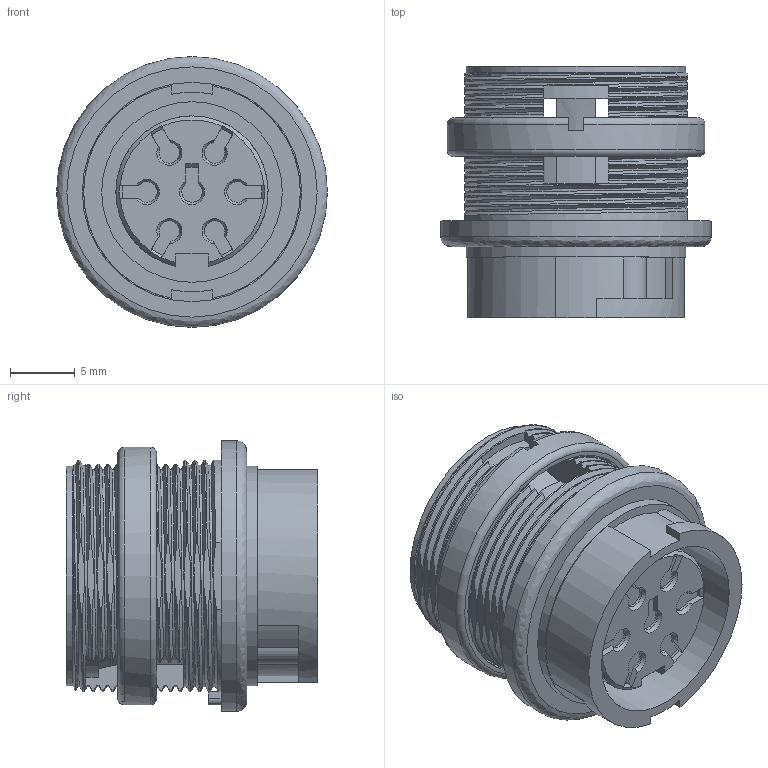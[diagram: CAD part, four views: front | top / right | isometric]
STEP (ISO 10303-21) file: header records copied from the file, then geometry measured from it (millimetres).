
FILE_DESCRIPTION(/* description */ (''),/* implementation_level */ '2;1');
FILE_NAME(/* name */ 't 3437 050 unxc001-01.stp',/* time_stamp */ '2019-07-08T17:17:24+02:00',/* author */ (''),/* organization */ (''),/* preprocessor_version */ 'ST-DEVELOPER v16.7',/* originating_system */ 'SIEMENS PLM Software NX 12.0',/* authorisation */ '');
FILE_SCHEMA (('AUTOMOTIVE_DESIGN { 1 0 10303 214 3 1 1 1 }'));
Products named in the file (1): t 3437 050 unxc001-01
Bounding box: 21 x 19.5 x 21 mm (x, y, z)
Volume: 3208.4 mm3; surface area: 3818.5 mm2
Topology: 1 solids, 1 shells, 482 faces, 1512 edges, 1014 vertices
Faces by surface type: plane 229, cylinder 158, bspline 71, cone 21, torus 3
Full cylindrical faces by diameter (mm): 0.384 x1, 14 x1, 17 x2, 18.3 x1, 20 x1, 21 x1
Entity records: 51305 total; most frequent: CARTESIAN_POINT 38716, ORIENTED_EDGE 2994, DIRECTION 1974, EDGE_CURVE 1497, VERTEX_POINT 1011, LINE 700, VECTOR 700, AXIS2_PLACEMENT_3D 637
